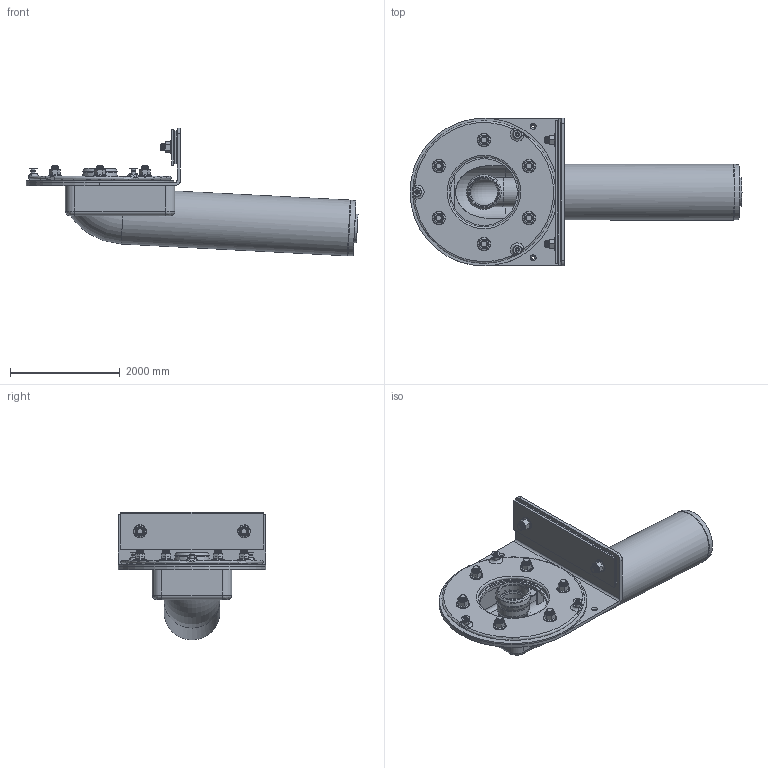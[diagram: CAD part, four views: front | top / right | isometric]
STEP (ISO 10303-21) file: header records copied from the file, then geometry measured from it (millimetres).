
FILE_DESCRIPTION(/* description */ (''),/* implementation_level */ '2;1');
FILE_NAME(/* name */ '13645.100X_3D.stp',/* time_stamp */ '2025-05-20T14:16:17+02:00',/* author */ ('N.Hausmann'),/* organization */ (''),/* preprocessor_version */ 'ST-DEVELOPER v20',/* originating_system */ 'AutoCAD Mechanical',/* authorisation */ '');
FILE_SCHEMA (('AUTOMOTIVE_DESIGN { 1 0 10303 214 3 1 1 }'));
Length unit declared in the file: centimetre
Products named in the file (4): Product; *S0; *U2; *U1
Assembly tree (8 placements, depth 3):
  Product
    *S0
    *U2
      *U1  x6
Bounding box: 6063.65 x 2700 x 2333.44 mm (x, y, z)
Volume: 1507895437.7 mm3; surface area: 98914108.2 mm2
Topology: 30 solids, 30 shells, 925 faces, 1977 edges, 1129 vertices
Faces by surface type: cone 423, cylinder 277, plane 164, torus 40, bspline 21
Full cylindrical faces by diameter (mm): 40 x3, 55 x2, 70 x12, 80 x18, 120 x144, 133.198 x40, 160 x16, 500 x2, 530 x3, 558.788 x1, 560 x1, 578.049 x1, 590 x1, 600 x1, 630 x1, 980 x1, 1020 x1, 1220 x1, 1300 x1, 2700 x1
Entity records: 23723 total; most frequent: CARTESIAN_POINT 6632, DIRECTION 3937, ORIENTED_EDGE 3240, AXIS2_PLACEMENT_3D 1623, EDGE_CURVE 1620, VERTEX_POINT 911, EDGE_LOOP 871, CIRCLE 838
